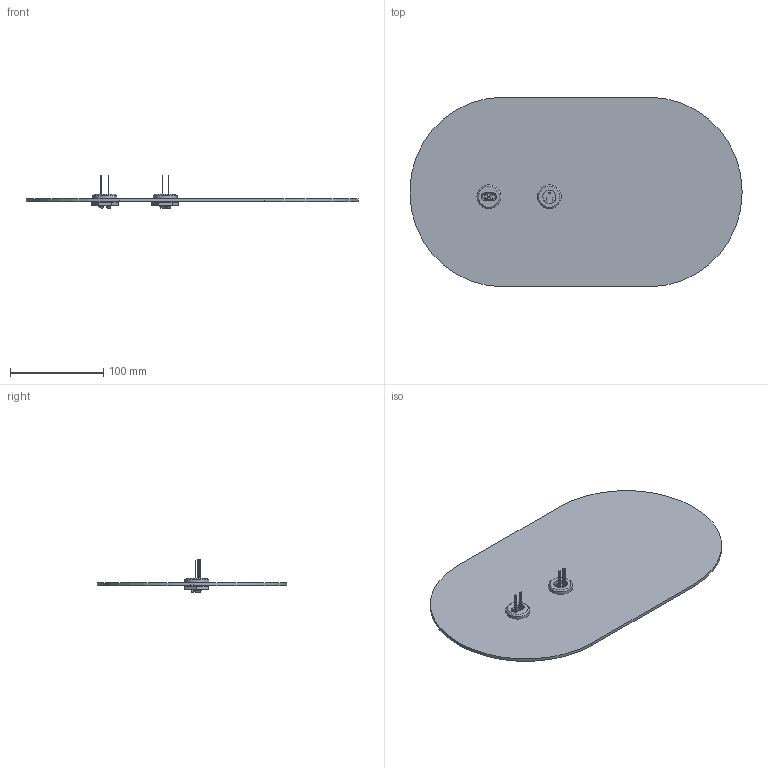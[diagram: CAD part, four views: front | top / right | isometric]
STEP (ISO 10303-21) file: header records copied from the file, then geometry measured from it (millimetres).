
FILE_DESCRIPTION(/* description */ (''),/* implementation_level */ '2;1');
FILE_NAME(/* name */ 'CVT Infrared Sensors Full Model.step',/* time_stamp */ '2023-10-14T20:51:08-04:00',/* author */ (''),/* organization */ (''),/* preprocessor_version */ 'ST-DEVELOPER v20',/* originating_system */ 'Autodesk Translation Framework v12.14.0.127',/* authorisation */ '');
FILE_SCHEMA (('AUTOMOTIVE_DESIGN { 1 0 10303 214 3 1 1 }'));
Length unit declared in the file: millimetre
Products named in the file (4): CVT Infrared Enclosure; TO92 Transistor TMP36 Temperature Sensor Package; 5mm LED v1; 5mm LED v1 (1)
Assembly tree (5 placements, depth 2):
  CVT Infrared Enclosure
    5mm LED v1  x2
    5mm LED v1 (1)  x2
    TO92 Transistor TMP36 Temperature Sensor Package
Bounding box: 355.6 x 203.2 x 35.68 mm (x, y, z)
Volume: 210301.7 mm3; surface area: 138388.3 mm2
Topology: 14 solids, 14 shells, 504 faces, 1338 edges, 886 vertices
Faces by surface type: plane 347, cylinder 68, bspline 65, cone 20, sphere 4
Full cylindrical faces by diameter (mm): 5 x4, 5.4 x4, 6.3 x4, 16.741 x6, 17.035 x4, 17.884 x8, 18.152 x6, 20 x1, 25.5 x2
Entity records: 19657 total; most frequent: CARTESIAN_POINT 10219, ORIENTED_EDGE 2024, DIRECTION 1568, EDGE_CURVE 1012, LINE 706, VECTOR 706, VERTEX_POINT 672, AXIS2_PLACEMENT_3D 431
